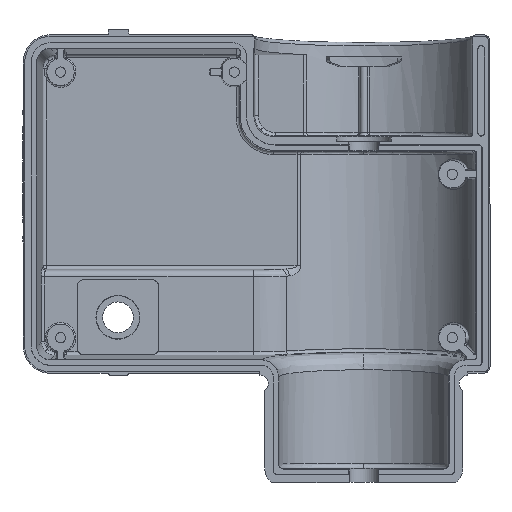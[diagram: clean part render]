
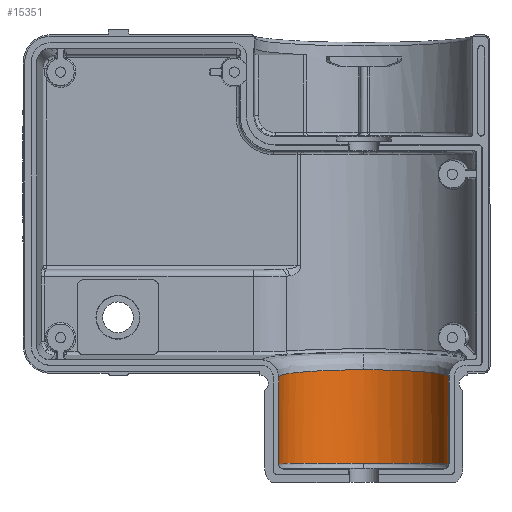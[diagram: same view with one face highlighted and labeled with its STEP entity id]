
A CAD part, front view. The second image highlights one B-rep face of the part: STEP entity #15351.
In plain terms, the highlighted cylindrical face has radius 12.5 mm (diameter 25 mm), a partial arc.
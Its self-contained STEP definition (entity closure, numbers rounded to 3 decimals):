
#18 = CARTESIAN_POINT ( 'NONE',  ( 28.5, -2.5, -27.751 ) ) ;
#227 = CARTESIAN_POINT ( 'NONE',  ( 3.5, 4.822, -40.44 ) ) ;
#748 =( BOUNDED_CURVE ( )  B_SPLINE_CURVE ( 3, ( #9633, #9826, #9785, #9604 ),
 .UNSPECIFIED., .F., .T. ) 
 B_SPLINE_CURVE_WITH_KNOTS ( ( 4, 4 ),
 ( 0., 1.571 ),
 .UNSPECIFIED. ) 
 CURVE ( )  GEOMETRIC_REPRESENTATION_ITEM ( )  RATIONAL_B_SPLINE_CURVE ( ( 1., 0.805, 0.805, 1. ) ) 
 REPRESENTATION_ITEM ( '' )  );
#931 = CARTESIAN_POINT ( 'NONE',  ( 16., 10., -26.702 ) ) ;
#1193 = AXIS2_PLACEMENT_3D ( 'NONE', #2053, #16030, #2886 ) ;
#1878 = EDGE_CURVE ( 'NONE', #29326, #15305, #27636, .T. ) ;
#2046 = CARTESIAN_POINT ( 'NONE',  ( 3.5, -2.5, -40.5 ) ) ;
#2053 = CARTESIAN_POINT ( 'NONE',  ( 16., -2.5, 33.005 ) ) ;
#2830 = CARTESIAN_POINT ( 'NONE',  ( 3.5, -2.5, -27.751 ) ) ;
#2886 = DIRECTION ( 'NONE',  ( 1., 0., 0. ) ) ;
#2952 = LINE ( 'NONE', #30244, #16525 ) ;
#2989 = DIRECTION ( 'NONE',  ( 0., 0., -1. ) ) ;
#4561 = EDGE_LOOP ( 'NONE', ( #31737, #32043, #32536, #33023, #33304, #33735 ) ) ;
#5130 = CYLINDRICAL_SURFACE ( 'NONE', #1193, 12.5 ) ;
#5656 = EDGE_CURVE ( 'NONE', #15566, #22929, #748, .T. ) ;
#6391 = CARTESIAN_POINT ( 'NONE',  ( 16., 10., -40.397 ) ) ;
#7412 = CARTESIAN_POINT ( 'NONE',  ( 3.5, -2.5, -27.751 ) ) ;
#8773 = CARTESIAN_POINT ( 'NONE',  ( 3.5, -2.5, -27.751 ) ) ;
#9585 = CARTESIAN_POINT ( 'NONE',  ( 8.678, 10., -26.702 ) ) ;
#9604 = CARTESIAN_POINT ( 'NONE',  ( 28.5, -2.5, -40.5 ) ) ;
#9633 = CARTESIAN_POINT ( 'NONE',  ( 16., 10., -40.397 ) ) ;
#9785 = CARTESIAN_POINT ( 'NONE',  ( 28.5, 4.822, -40.44 ) ) ;
#9826 = CARTESIAN_POINT ( 'NONE',  ( 23.322, 10., -40.397 ) ) ;
#10768 = CARTESIAN_POINT ( 'NONE',  ( 28.5, 4.822, -27.137 ) ) ;
#11140 = CARTESIAN_POINT ( 'NONE',  ( 28.5, -2.5, -40.5 ) ) ;
#11242 = CARTESIAN_POINT ( 'NONE',  ( 16., 10., -26.702 ) ) ;
#11697 = EDGE_CURVE ( 'NONE', #15305, #15566, #13419, .T. ) ;
#13419 =( BOUNDED_CURVE ( )  B_SPLINE_CURVE ( 3, ( #32268, #227, #31248, #31203 ),
 .UNSPECIFIED., .F., .T. ) 
 B_SPLINE_CURVE_WITH_KNOTS ( ( 4, 4 ),
 ( 4.712, 6.283 ),
 .UNSPECIFIED. ) 
 CURVE ( )  GEOMETRIC_REPRESENTATION_ITEM ( )  RATIONAL_B_SPLINE_CURVE ( ( 1., 0.805, 0.805, 1. ) ) 
 REPRESENTATION_ITEM ( '' )  );
#13930 = EDGE_CURVE ( 'NONE', #23295, #29326, #30366, .T. ) ;
#13939 = EDGE_CURVE ( 'NONE', #16065, #23295, #30369, .T. ) ;
#15305 = VERTEX_POINT ( 'NONE', #2046 ) ;
#15351 = ADVANCED_FACE ( 'NONE', ( #19635 ), #5130, .F. ) ;
#15566 = VERTEX_POINT ( 'NONE', #6391 ) ;
#16030 = DIRECTION ( 'NONE',  ( 0., 0., 1. ) ) ;
#16065 = VERTEX_POINT ( 'NONE', #24980 ) ;
#16525 = VECTOR ( 'NONE', #28684, 1000. ) ;
#17094 = EDGE_CURVE ( 'NONE', #22929, #16065, #2952, .T. ) ;
#19635 = FACE_OUTER_BOUND ( 'NONE', #4561, .T. ) ;
#22929 = VERTEX_POINT ( 'NONE', #11140 ) ;
#23295 = VERTEX_POINT ( 'NONE', #931 ) ;
#24980 = CARTESIAN_POINT ( 'NONE',  ( 28.5, -2.5, -27.751 ) ) ;
#27636 = LINE ( 'NONE', #2830, #28502 ) ;
#28502 = VECTOR ( 'NONE', #2989, 1000. ) ;
#28684 = DIRECTION ( 'NONE',  ( 0., 0., 1. ) ) ;
#29326 = VERTEX_POINT ( 'NONE', #7412 ) ;
#30244 = CARTESIAN_POINT ( 'NONE',  ( 28.5, -2.5, -41.25 ) ) ;
#30366 =( BOUNDED_CURVE ( )  B_SPLINE_CURVE ( 3, ( #11242, #9585, #30551, #8773 ),
 .UNSPECIFIED., .F., .F. ) 
 B_SPLINE_CURVE_WITH_KNOTS ( ( 4, 4 ),
 ( 0., 1.571 ),
 .UNSPECIFIED. ) 
 CURVE ( )  GEOMETRIC_REPRESENTATION_ITEM ( )  RATIONAL_B_SPLINE_CURVE ( ( 1., 0.805, 0.805, 1. ) ) 
 REPRESENTATION_ITEM ( '' )  );
#30369 =( BOUNDED_CURVE ( )  B_SPLINE_CURVE ( 3, ( #18, #10768, #33821, #32967 ),
 .UNSPECIFIED., .F., .F. ) 
 B_SPLINE_CURVE_WITH_KNOTS ( ( 4, 4 ),
 ( 4.712, 6.283 ),
 .UNSPECIFIED. ) 
 CURVE ( )  GEOMETRIC_REPRESENTATION_ITEM ( )  RATIONAL_B_SPLINE_CURVE ( ( 1., 0.805, 0.805, 1. ) ) 
 REPRESENTATION_ITEM ( '' )  );
#30551 = CARTESIAN_POINT ( 'NONE',  ( 3.5, 4.822, -27.137 ) ) ;
#31203 = CARTESIAN_POINT ( 'NONE',  ( 16., 10., -40.397 ) ) ;
#31248 = CARTESIAN_POINT ( 'NONE',  ( 8.678, 10., -40.397 ) ) ;
#31737 = ORIENTED_EDGE ( 'NONE', *, *, #1878, .T. ) ;
#32043 = ORIENTED_EDGE ( 'NONE', *, *, #11697, .T. ) ;
#32268 = CARTESIAN_POINT ( 'NONE',  ( 3.5, -2.5, -40.5 ) ) ;
#32536 = ORIENTED_EDGE ( 'NONE', *, *, #5656, .T. ) ;
#32967 = CARTESIAN_POINT ( 'NONE',  ( 16., 10., -26.702 ) ) ;
#33023 = ORIENTED_EDGE ( 'NONE', *, *, #17094, .T. ) ;
#33304 = ORIENTED_EDGE ( 'NONE', *, *, #13939, .T. ) ;
#33735 = ORIENTED_EDGE ( 'NONE', *, *, #13930, .T. ) ;
#33821 = CARTESIAN_POINT ( 'NONE',  ( 23.322, 10., -26.702 ) ) ;
